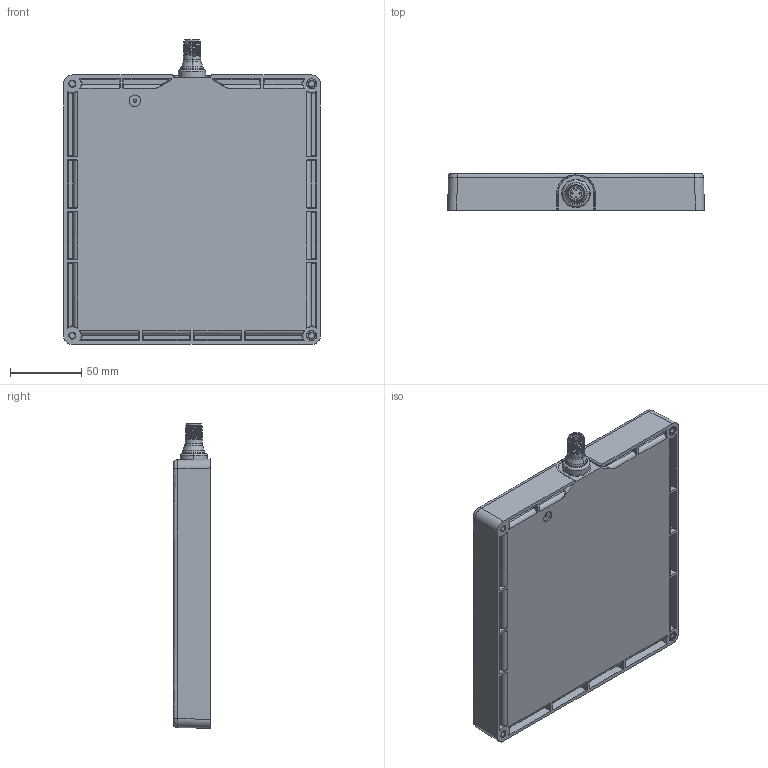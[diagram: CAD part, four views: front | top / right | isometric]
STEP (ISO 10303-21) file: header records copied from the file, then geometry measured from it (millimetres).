
FILE_DESCRIPTION((''),'2;1');
FILE_NAME('155585_SW','2011-01-13T',('banengservice'),('BANNER ENGINEERING'),'PRO/ENGINEER BY PARAMETRIC TECHNOLOGY CORPORATION, 2009141','PRO/ENGINEER BY PARAMETRIC TECHNOLOGY CORPORATION, 2009141','');
FILE_SCHEMA(('CONFIG_CONTROL_DESIGN'));
Products named in the file (1): 155585_SW
Bounding box: 180.1 x 25.77 x 213.73 mm (x, y, z)
Volume: 277234.4 mm3; surface area: 199071.1 mm2
Topology: 2 solids, 2 shells, 1017 faces, 2336 edges, 1404 vertices
Faces by surface type: cylinder 321, plane 268, bspline 181, cone 144, sphere 62, torus 41
Entity records: 51115 total; most frequent: CARTESIAN_POINT 29321, ORIENTED_EDGE 4672, DIRECTION 4309, EDGE_CURVE 2336, AXIS2_PLACEMENT_3D 1699, VERTEX_POINT 1404, EDGE_LOOP 1104, FACE_OUTER_BOUND 1017
